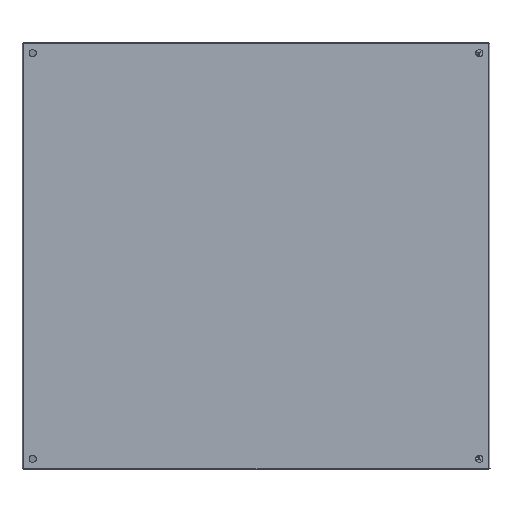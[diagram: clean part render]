
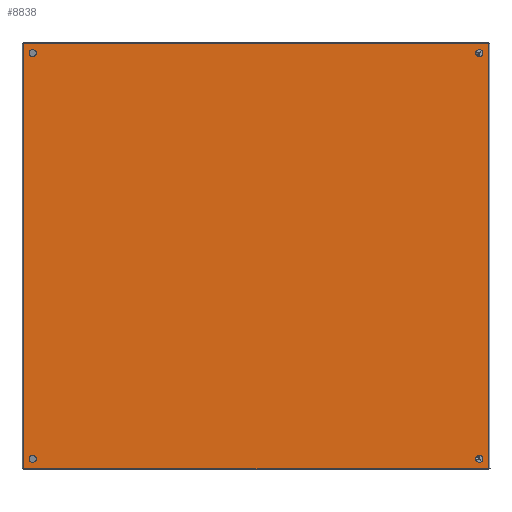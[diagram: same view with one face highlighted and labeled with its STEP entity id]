
A CAD part, left-side view. The second image highlights one B-rep face of the part: STEP entity #8838.
In plain terms, the highlighted face is planar.
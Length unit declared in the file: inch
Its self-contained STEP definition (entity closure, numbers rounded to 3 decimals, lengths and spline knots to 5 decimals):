
#680 = ORIENTED_EDGE ( 'NONE', *, *, #34700, .F. ) ;
#878 = VERTEX_POINT ( 'NONE', #34822 ) ;
#1280 = EDGE_CURVE ( 'NONE', #27993, #35426, #14654, .T. ) ;
#1448 = CIRCLE ( 'NONE', #37583, 0.25 ) ;
#2390 = FACE_BOUND ( 'NONE', #32957, .T. ) ;
#2964 = EDGE_CURVE ( 'NONE', #35426, #27993, #36809, .T. ) ;
#3544 = DIRECTION ( 'NONE',  ( 0., 1., 0. ) ) ;
#4693 = VERTEX_POINT ( 'NONE', #26790 ) ;
#4760 = CARTESIAN_POINT ( 'NONE',  ( 14.928, 0., -16.33575 ) ) ;
#5294 = AXIS2_PLACEMENT_3D ( 'NONE', #16959, #43442, #20192 ) ;
#6526 = AXIS2_PLACEMENT_3D ( 'NONE', #26687, #27863, #13797 ) ;
#6680 = VECTOR ( 'NONE', #31345, 39.37008 ) ;
#7800 = DIRECTION ( 'NONE',  ( 0., 1., 0. ) ) ;
#8281 = CARTESIAN_POINT ( 'NONE',  ( -14.25, 0., 15.67834 ) ) ;
#8354 = CARTESIAN_POINT ( 'NONE',  ( 14.928, 0., -16.33575 ) ) ;
#8471 = CARTESIAN_POINT ( 'NONE',  ( -14.928, 0., 16.32034 ) ) ;
#8838 = ADVANCED_FACE ( 'NONE', ( #2390, #37991, #39066, #40627, #35891 ), #9777, .F. ) ;
#9777 = PLANE ( 'NONE',  #38031 ) ;
#10778 = CARTESIAN_POINT ( 'NONE',  ( 14.25, 0., -15.94375 ) ) ;
#11352 = DIRECTION ( 'NONE',  ( 0., 0., -1. ) ) ;
#11897 = EDGE_CURVE ( 'NONE', #22984, #37399, #33918, .T. ) ;
#12144 = CARTESIAN_POINT ( 'NONE',  ( 14.928, 0., 16.32034 ) ) ;
#12597 = CIRCLE ( 'NONE', #18378, 0.25 ) ;
#12924 = EDGE_LOOP ( 'NONE', ( #25188, #31080 ) ) ;
#13506 = ORIENTED_EDGE ( 'NONE', *, *, #19614, .F. ) ;
#13542 = CARTESIAN_POINT ( 'NONE',  ( -14.25, 0., 15.67834 ) ) ;
#13797 = DIRECTION ( 'NONE',  ( -1., 0., 0. ) ) ;
#13853 = VECTOR ( 'NONE', #38652, 39.37008 ) ;
#14324 = CARTESIAN_POINT ( 'NONE',  ( 14.25, 0., 15.67834 ) ) ;
#14410 = DIRECTION ( 'NONE',  ( -1., 0., 0. ) ) ;
#14550 = EDGE_CURVE ( 'NONE', #16168, #16220, #39545, .T. ) ;
#14654 = CIRCLE ( 'NONE', #6526, 0.25 ) ;
#15066 = EDGE_CURVE ( 'NONE', #33828, #22984, #22789, .T. ) ;
#15072 = VECTOR ( 'NONE', #18549, 39.37008 ) ;
#15266 = ORIENTED_EDGE ( 'NONE', *, *, #37521, .F. ) ;
#15560 = EDGE_CURVE ( 'NONE', #21588, #4693, #32037, .T. ) ;
#15853 = AXIS2_PLACEMENT_3D ( 'NONE', #36032, #32534, #32108 ) ;
#16168 = VERTEX_POINT ( 'NONE', #37258 ) ;
#16220 = VERTEX_POINT ( 'NONE', #10778 ) ;
#16630 = ORIENTED_EDGE ( 'NONE', *, *, #15066, .F. ) ;
#16806 = CIRCLE ( 'NONE', #41084, 0.25 ) ;
#16959 = CARTESIAN_POINT ( 'NONE',  ( -14.25, 0., -15.69375 ) ) ;
#17072 = CARTESIAN_POINT ( 'NONE',  ( 14.928, 0., 16.32034 ) ) ;
#17457 = CARTESIAN_POINT ( 'NONE',  ( -14.5, 0., 15.67834 ) ) ;
#17488 = ORIENTED_EDGE ( 'NONE', *, *, #39453, .F. ) ;
#17713 = DIRECTION ( 'NONE',  ( -1., 0., 0. ) ) ;
#17992 = VECTOR ( 'NONE', #22006, 39.37008 ) ;
#18193 = CARTESIAN_POINT ( 'NONE',  ( 14.928, 0., -16.37175 ) ) ;
#18378 = AXIS2_PLACEMENT_3D ( 'NONE', #13542, #3544, #14410 ) ;
#18549 = DIRECTION ( 'NONE',  ( 1., 0., 0. ) ) ;
#19614 = EDGE_CURVE ( 'NONE', #35871, #878, #12597, .T. ) ;
#20192 = DIRECTION ( 'NONE',  ( -1., 0., 0. ) ) ;
#20333 = EDGE_LOOP ( 'NONE', ( #15266, #23809, #16630, #26952 ) ) ;
#21588 = VERTEX_POINT ( 'NONE', #21918 ) ;
#21875 = DIRECTION ( 'NONE',  ( -1., 0., 0. ) ) ;
#21918 = CARTESIAN_POINT ( 'NONE',  ( -14.5, 0., -15.69375 ) ) ;
#22006 = DIRECTION ( 'NONE',  ( 0., 0., 1. ) ) ;
#22393 = ORIENTED_EDGE ( 'NONE', *, *, #15560, .F. ) ;
#22789 = LINE ( 'NONE', #12144, #13853 ) ;
#22984 = VERTEX_POINT ( 'NONE', #8471 ) ;
#23494 = AXIS2_PLACEMENT_3D ( 'NONE', #24684, #7800, #31298 ) ;
#23528 = AXIS2_PLACEMENT_3D ( 'NONE', #14324, #24120, #17713 ) ;
#23809 = ORIENTED_EDGE ( 'NONE', *, *, #11897, .F. ) ;
#24120 = DIRECTION ( 'NONE',  ( 0., 1., 0. ) ) ;
#24684 = CARTESIAN_POINT ( 'NONE',  ( -14.25, 0., -15.69375 ) ) ;
#25141 = ORIENTED_EDGE ( 'NONE', *, *, #26354, .F. ) ;
#25188 = ORIENTED_EDGE ( 'NONE', *, *, #1280, .F. ) ;
#25325 = DIRECTION ( 'NONE',  ( 0., 1., 0. ) ) ;
#26354 = EDGE_CURVE ( 'NONE', #878, #35871, #16806, .T. ) ;
#26513 = DIRECTION ( 'NONE',  ( 0., -1., 0. ) ) ;
#26687 = CARTESIAN_POINT ( 'NONE',  ( 14.25, 0., 15.67834 ) ) ;
#26790 = CARTESIAN_POINT ( 'NONE',  ( -14., 0., -15.69375 ) ) ;
#26878 = LINE ( 'NONE', #18193, #17992 ) ;
#26952 = ORIENTED_EDGE ( 'NONE', *, *, #28066, .F. ) ;
#27624 = DIRECTION ( 'NONE',  ( 0., 1., 0. ) ) ;
#27863 = DIRECTION ( 'NONE',  ( 0., 1., 0. ) ) ;
#27993 = VERTEX_POINT ( 'NONE', #41184 ) ;
#28022 = ORIENTED_EDGE ( 'NONE', *, *, #14550, .F. ) ;
#28066 = EDGE_CURVE ( 'NONE', #38539, #33828, #26878, .T. ) ;
#31080 = ORIENTED_EDGE ( 'NONE', *, *, #2964, .F. ) ;
#31298 = DIRECTION ( 'NONE',  ( -1., 0., 0. ) ) ;
#31316 = EDGE_LOOP ( 'NONE', ( #22393, #680 ) ) ;
#31345 = DIRECTION ( 'NONE',  ( 0., 0., -1. ) ) ;
#32037 = CIRCLE ( 'NONE', #23494, 0.25 ) ;
#32108 = DIRECTION ( 'NONE',  ( 0., 0., -1. ) ) ;
#32534 = DIRECTION ( 'NONE',  ( 0., 1., 0. ) ) ;
#32957 = EDGE_LOOP ( 'NONE', ( #13506, #25141 ) ) ;
#33011 = EDGE_LOOP ( 'NONE', ( #17488, #28022 ) ) ;
#33828 = VERTEX_POINT ( 'NONE', #17072 ) ;
#33918 = LINE ( 'NONE', #34077, #6680 ) ;
#34077 = CARTESIAN_POINT ( 'NONE',  ( -14.928, 0., -16.37175 ) ) ;
#34193 = CIRCLE ( 'NONE', #5294, 0.25 ) ;
#34321 = CARTESIAN_POINT ( 'NONE',  ( -14.928, 0., -16.33575 ) ) ;
#34700 = EDGE_CURVE ( 'NONE', #4693, #21588, #34193, .T. ) ;
#34822 = CARTESIAN_POINT ( 'NONE',  ( -14., 0., 15.67834 ) ) ;
#35426 = VERTEX_POINT ( 'NONE', #38378 ) ;
#35871 = VERTEX_POINT ( 'NONE', #17457 ) ;
#35891 = FACE_BOUND ( 'NONE', #12924, .T. ) ;
#36032 = CARTESIAN_POINT ( 'NONE',  ( 14.25, 0., -15.69375 ) ) ;
#36287 = DIRECTION ( 'NONE',  ( 0., 0., 1. ) ) ;
#36430 = CARTESIAN_POINT ( 'NONE',  ( 14.928, 0., -16.37175 ) ) ;
#36809 = CIRCLE ( 'NONE', #23528, 0.25 ) ;
#37258 = CARTESIAN_POINT ( 'NONE',  ( 14.25, 0., -15.44375 ) ) ;
#37399 = VERTEX_POINT ( 'NONE', #34321 ) ;
#37521 = EDGE_CURVE ( 'NONE', #37399, #38539, #41337, .T. ) ;
#37583 = AXIS2_PLACEMENT_3D ( 'NONE', #41250, #27624, #11352 ) ;
#37991 = FACE_BOUND ( 'NONE', #31316, .T. ) ;
#38031 = AXIS2_PLACEMENT_3D ( 'NONE', #36430, #26513, #36287 ) ;
#38378 = CARTESIAN_POINT ( 'NONE',  ( 14.5, 0., 15.67834 ) ) ;
#38539 = VERTEX_POINT ( 'NONE', #4760 ) ;
#38652 = DIRECTION ( 'NONE',  ( -1., 0., 0. ) ) ;
#39066 = FACE_OUTER_BOUND ( 'NONE', #20333, .T. ) ;
#39453 = EDGE_CURVE ( 'NONE', #16220, #16168, #1448, .T. ) ;
#39545 = CIRCLE ( 'NONE', #15853, 0.25 ) ;
#40627 = FACE_BOUND ( 'NONE', #33011, .T. ) ;
#41084 = AXIS2_PLACEMENT_3D ( 'NONE', #8281, #25325, #21875 ) ;
#41184 = CARTESIAN_POINT ( 'NONE',  ( 14., 0., 15.67834 ) ) ;
#41250 = CARTESIAN_POINT ( 'NONE',  ( 14.25, 0., -15.69375 ) ) ;
#41337 = LINE ( 'NONE', #8354, #15072 ) ;
#43442 = DIRECTION ( 'NONE',  ( 0., 1., 0. ) ) ;
